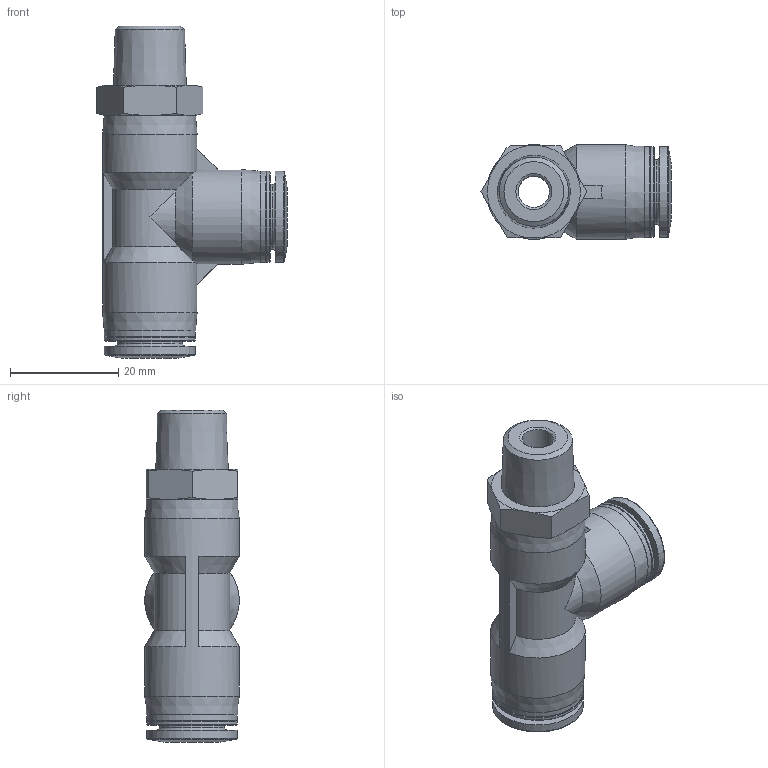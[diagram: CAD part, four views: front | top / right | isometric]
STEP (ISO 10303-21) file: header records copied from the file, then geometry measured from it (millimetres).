
FILE_DESCRIPTION(/* description */ ('STEP AP214'),/* implementation_level */ '2;1');
FILE_NAME(/* name */ '133067_NPQP-LQ-R14-Q10-FD-P10',/* time_stamp */ '2024-09-13T07:32:31+02:00',/* author */ ('License CC BY-ND 4.0'),/* organization */ ('CADENAS'),/* preprocessor_version */ 'ST-DEVELOPER v19.3',/* originating_system */ 'PARTsolutions',/* authorisation */ ' ');
FILE_SCHEMA (('AUTOMOTIVE_DESIGN {1 0 10303 214 3 1 1}'));
Length unit declared in the file: millimetre
Products named in the file (1): 133067 NPQP-LQ-R14-Q10-FD-P10
Bounding box: 35.22 x 17.5 x 61.4 mm (x, y, z)
Volume: 12233.9 mm3; surface area: 7017.2 mm2
Topology: 1 solids, 1 shells, 83 faces, 198 edges, 126 vertices
Faces by surface type: cone 32, plane 26, cylinder 18, torus 7
Full cylindrical faces by diameter (mm): 5.8 x2, 10 x2, 12 x2, 16.8 x6, 17.5 x2
Entity records: 2279 total; most frequent: CARTESIAN_POINT 491, DIRECTION 367, ORIENTED_EDGE 318, AXIS2_PLACEMENT_3D 166, EDGE_CURVE 159, EDGE_LOOP 131, FACE_BOUND 131, VERTEX_POINT 122
